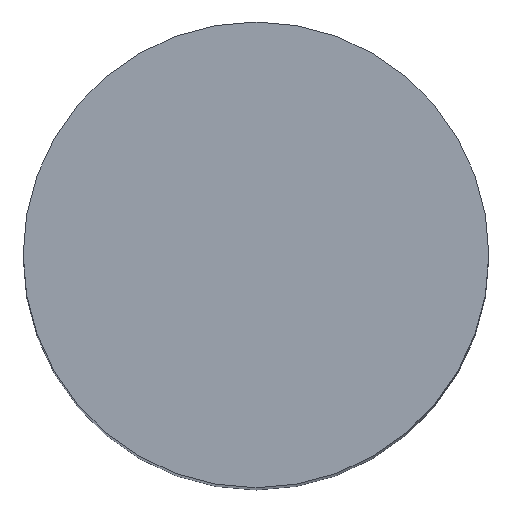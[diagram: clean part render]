
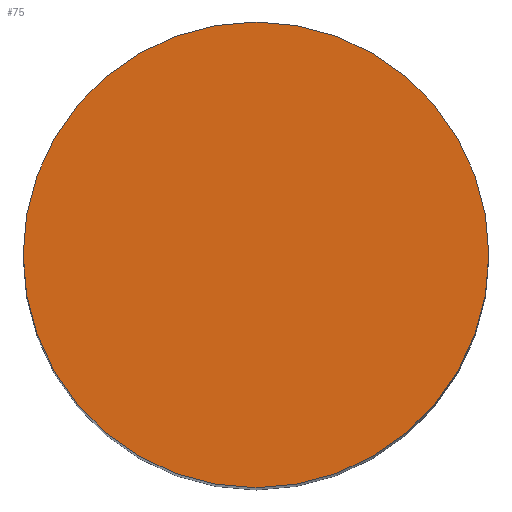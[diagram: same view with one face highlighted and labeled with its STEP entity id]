
A CAD part, top view. The second image highlights one B-rep face of the part: STEP entity #75.
In plain terms, the highlighted planar face has unit normal (0, 0, 1).
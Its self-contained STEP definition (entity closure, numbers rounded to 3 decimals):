
#75=ADVANCED_FACE('',(#79),#80,.T.);
#79=FACE_OUTER_BOUND('',#86,.T.);
#80=PLANE('',#87);
#86=EDGE_LOOP('',(#93));
#87=AXIS2_PLACEMENT_3D('',#94,#95,#96);
#93=ORIENTED_EDGE('',*,*,#106,.F.);
#94=CARTESIAN_POINT('',(0.,16.0,0.));
#95=DIRECTION('',(0.,0.,1.0));
#96=DIRECTION('',(0.,-1.0,0.));
#106=EDGE_CURVE('',#108,#108,#109,.T.);
#108=VERTEX_POINT('',#112);
#109=CIRCLE('',#113,32.0);
#112=CARTESIAN_POINT('',(0.,32.0,0.));
#113=AXIS2_PLACEMENT_3D('',#116,#117,#118);
#116=CARTESIAN_POINT('',(0.0,0.0,0.0));
#117=DIRECTION('',(0.,0.,-1.0));
#118=DIRECTION('',(0.,1.0,0.));
